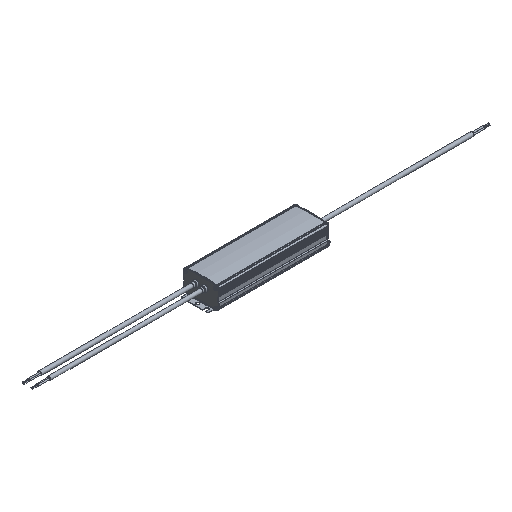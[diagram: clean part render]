
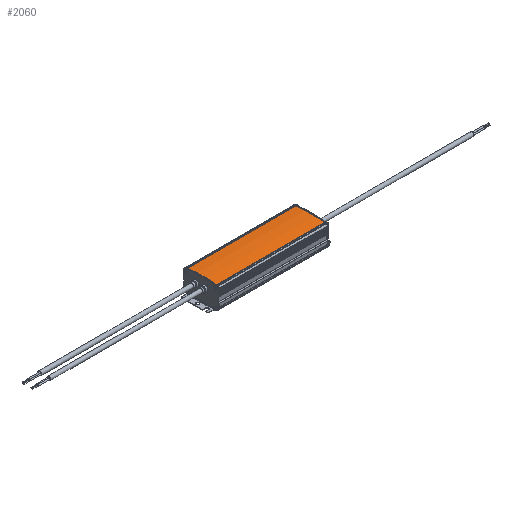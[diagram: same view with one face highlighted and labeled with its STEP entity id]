
A CAD part, isometric view. The second image highlights one B-rep face of the part: STEP entity #2060.
In plain terms, the highlighted cylindrical face has radius 241 mm (diameter 482 mm), a partial arc.
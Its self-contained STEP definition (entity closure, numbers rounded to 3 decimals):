
#2060=ADVANCED_FACE('',(#7654),#7656,.T.);
#7654=FACE_BOUND('',#7655,.T.);
#7655=EDGE_LOOP('',(#12363,#12364,#12365,#12366));
#7656=CYLINDRICAL_SURFACE('',#7657,241.);
#7657=AXIS2_PLACEMENT_3D('',#7658,#7659,#7660);
#7658=CARTESIAN_POINT('',(-96.75,0.,-201.2));
#7659=DIRECTION('',(1.,0.,0.));
#7660=DIRECTION('',(0.,0.106,0.994));
#12363=ORIENTED_EDGE('',*,*,#14944,.F.);
#12364=ORIENTED_EDGE('',*,*,#14945,.F.);
#12365=ORIENTED_EDGE('',*,*,#14480,.F.);
#12366=ORIENTED_EDGE('',*,*,#14943,.T.);
#14480=EDGE_CURVE('',#16327,#16329,#16330,.F.);
#14943=EDGE_CURVE('',#16327,#17142,#17144,.T.);
#14944=EDGE_CURVE('',#17145,#17142,#17146,.T.);
#14945=EDGE_CURVE('',#16329,#17145,#17147,.T.);
#16327=VERTEX_POINT('',#20078);
#16329=VERTEX_POINT('',#20083);
#16330=CIRCLE('',#20084,241.);
#17142=VERTEX_POINT('',#22016);
#17144=LINE('',#22021,#22022);
#17145=VERTEX_POINT('',#22024);
#17146=CIRCLE('',#22025,241.);
#17147=LINE('',#22029,#22030);
#20078=CARTESIAN_POINT('',(-96.75,-25.582,38.438));
#20083=CARTESIAN_POINT('',(-96.75,25.582,38.438));
#20084=AXIS2_PLACEMENT_3D('',#20085,#20086,#20087);
#20085=CARTESIAN_POINT('',(-96.75,0.,-201.2));
#20086=DIRECTION('',(1.,0.,0.));
#20087=DIRECTION('',(0.,0.106,0.994));
#22016=CARTESIAN_POINT('',(96.75,-25.582,38.438));
#22021=CARTESIAN_POINT('',(-96.75,-25.582,38.438));
#22022=VECTOR('',#22023,1.);
#22023=DIRECTION('',(1.,0.,0.));
#22024=CARTESIAN_POINT('',(96.75,25.582,38.438));
#22025=AXIS2_PLACEMENT_3D('',#22026,#22027,#22028);
#22026=CARTESIAN_POINT('',(96.75,0.,-201.2));
#22027=DIRECTION('',(1.,0.,0.));
#22028=DIRECTION('',(0.,0.106,0.994));
#22029=CARTESIAN_POINT('',(-96.75,25.582,38.438));
#22030=VECTOR('',#22031,1.);
#22031=DIRECTION('',(1.,0.,0.));
